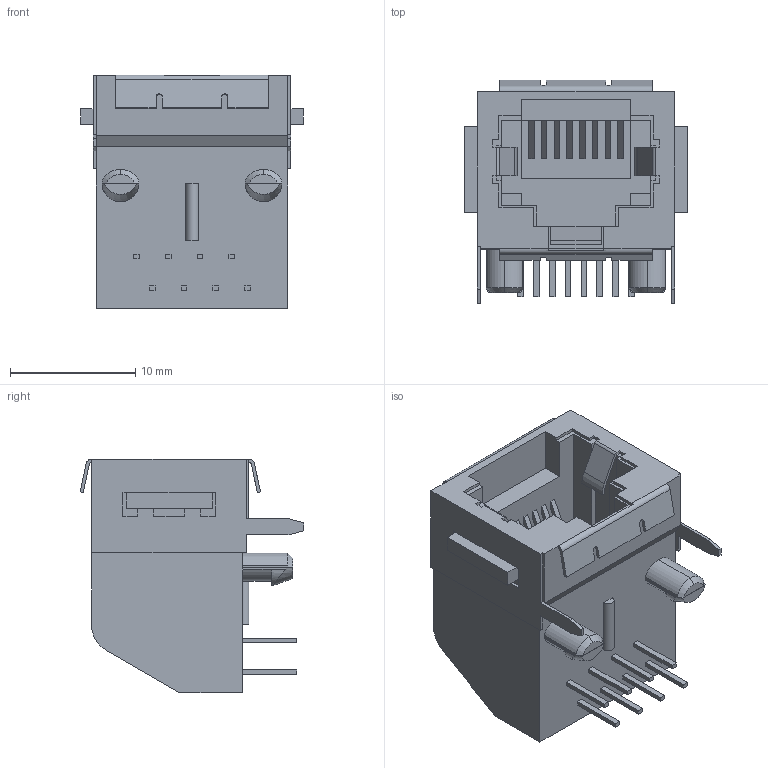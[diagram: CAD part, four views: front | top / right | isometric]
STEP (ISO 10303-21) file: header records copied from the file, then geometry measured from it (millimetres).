
FILE_DESCRIPTION (( 'STEP AP214' ), '1' );
FILE_NAME ('c555514101b3d.STEP', '2016-12-28T00:32:35', ( '' ), ( '' ), 'SwSTEP 2.0', 'SolidWorks 2016', '' );
FILE_SCHEMA (( 'AUTOMOTIVE_DESIGN' ));
Length unit declared in the file: millimetre
Products named in the file (1): c555514101b3d
Bounding box: 17.78 x 17.87 x 18.67 mm (x, y, z)
Volume: 2178.1 mm3; surface area: 2415.3 mm2
Topology: 1 solids, 1 shells, 291 faces, 804 edges, 530 vertices
Faces by surface type: plane 255, cylinder 30, cone 6
Entity records: 10945 total; most frequent: CARTESIAN_POINT 1718, ORIENTED_EDGE 1608, DIRECTION 1436, EDGE_CURVE 804, LINE 716, VECTOR 716, VERTEX_POINT 530, AXIS2_PLACEMENT_3D 360
